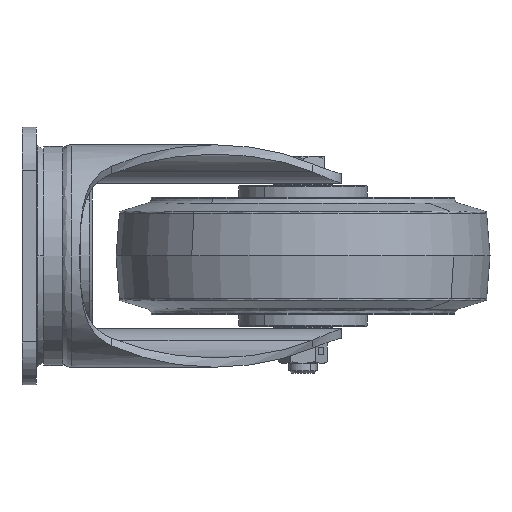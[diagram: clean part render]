
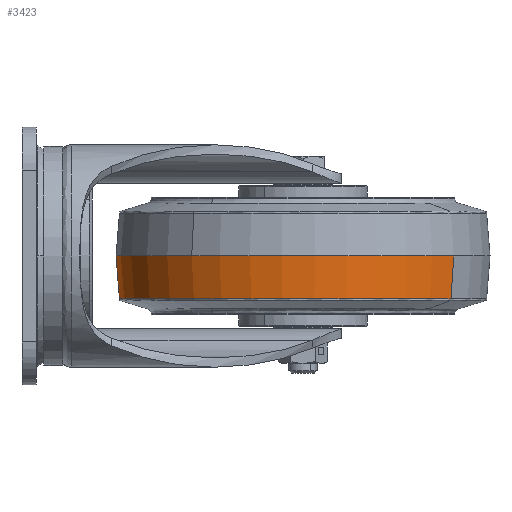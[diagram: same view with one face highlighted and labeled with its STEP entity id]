
A CAD part, left-side view. The second image highlights one B-rep face of the part: STEP entity #3423.
In plain terms, the highlighted conical face has half-angle 4.514 degrees and reference radius 80 mm.
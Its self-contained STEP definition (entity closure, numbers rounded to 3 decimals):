
#348 = VERTEX_POINT ( 'NONE', #27964 ) ;
#2370 = DIRECTION ( 'NONE',  ( 0.805, -0.594, 0. ) ) ;
#3423 = ADVANCED_FACE ( 'NONE', ( #26964 ), #11833, .T. ) ;
#5248 = DIRECTION ( 'NONE',  ( 0.047, 0.063, 0.997 ) ) ;
#5793 = CIRCLE ( 'NONE', #21448, 80. ) ;
#5965 = DIRECTION ( 'NONE',  ( -0.047, -0.063, 0.997 ) ) ;
#6112 = AXIS2_PLACEMENT_3D ( 'NONE', #39380, #43252, #35623 ) ;
#6782 = EDGE_CURVE ( 'NONE', #29811, #27805, #40485, .T. ) ;
#7896 = EDGE_CURVE ( 'NONE', #27805, #21261, #29977, .T. ) ;
#8216 = VECTOR ( 'NONE', #5248, 1000. ) ;
#8238 = DIRECTION ( 'NONE',  ( 0., 0., -1. ) ) ;
#8912 = EDGE_CURVE ( 'NONE', #44013, #29811, #15145, .T. ) ;
#9403 = VECTOR ( 'NONE', #5965, 1000. ) ;
#11833 = CONICAL_SURFACE ( 'NONE', #6112, 80., 0.079 ) ;
#12530 = DIRECTION ( 'NONE',  ( 0., 0., -1. ) ) ;
#12753 = ORIENTED_EDGE ( 'NONE', *, *, #7896, .F. ) ;
#13740 = AXIS2_PLACEMENT_3D ( 'NONE', #31367, #8238, #35276 ) ;
#14008 = ORIENTED_EDGE ( 'NONE', *, *, #6782, .F. ) ;
#14020 = DIRECTION ( 'NONE',  ( 0., 0., -1. ) ) ;
#15145 = CIRCLE ( 'NONE', #28762, 78.554 ) ;
#16643 = ORIENTED_EDGE ( 'NONE', *, *, #35736, .T. ) ;
#19632 = CARTESIAN_POINT ( 'NONE',  ( 100.651, -56.799, -18.315 ) ) ;
#20870 = ORIENTED_EDGE ( 'NONE', *, *, #23242, .T. ) ;
#21261 = VERTEX_POINT ( 'NONE', #33684 ) ;
#21448 = AXIS2_PLACEMENT_3D ( 'NONE', #48729, #25558, #2370 ) ;
#23242 = EDGE_CURVE ( 'NONE', #49176, #348, #31829, .T. ) ;
#24564 = CARTESIAN_POINT ( 'NONE',  ( 101.51, -55.635, 0. ) ) ;
#25277 = CARTESIAN_POINT ( 'NONE',  ( 6.49, -184.365, 0. ) ) ;
#25558 = DIRECTION ( 'NONE',  ( 0., 0., -1. ) ) ;
#26757 = CARTESIAN_POINT ( 'NONE',  ( 6.49, -184.365, 0. ) ) ;
#26964 = FACE_OUTER_BOUND ( 'NONE', #37070, .T. ) ;
#27805 = VERTEX_POINT ( 'NONE', #19632 ) ;
#27964 = CARTESIAN_POINT ( 'NONE',  ( -10.365, -72.49, 0. ) ) ;
#28762 = AXIS2_PLACEMENT_3D ( 'NONE', #37181, #14020, #41083 ) ;
#29310 = CARTESIAN_POINT ( 'NONE',  ( -9.201, -73.349, -18.315 ) ) ;
#29811 = VERTEX_POINT ( 'NONE', #29310 ) ;
#29977 = LINE ( 'NONE', #24564, #8216 ) ;
#31367 = CARTESIAN_POINT ( 'NONE',  ( 54., -120., -18.315 ) ) ;
#31829 = CIRCLE ( 'NONE', #38608, 80. ) ;
#32496 = EDGE_CURVE ( 'NONE', #44013, #49176, #40256, .T. ) ;
#32865 = ORIENTED_EDGE ( 'NONE', *, *, #32496, .T. ) ;
#33684 = CARTESIAN_POINT ( 'NONE',  ( 101.51, -55.635, 0. ) ) ;
#35276 = DIRECTION ( 'NONE',  ( -0.805, 0.594, 0. ) ) ;
#35623 = DIRECTION ( 'NONE',  ( -0.594, -0.805, 0. ) ) ;
#35675 = CARTESIAN_POINT ( 'NONE',  ( 54., -120., 0. ) ) ;
#35736 = EDGE_CURVE ( 'NONE', #348, #21261, #5793, .T. ) ;
#37070 = EDGE_LOOP ( 'NONE', ( #12753, #14008, #38655, #32865, #20870, #16643 ) ) ;
#37181 = CARTESIAN_POINT ( 'NONE',  ( 54., -120., -18.315 ) ) ;
#38608 = AXIS2_PLACEMENT_3D ( 'NONE', #35675, #12530, #39592 ) ;
#38655 = ORIENTED_EDGE ( 'NONE', *, *, #8912, .F. ) ;
#39269 = CARTESIAN_POINT ( 'NONE',  ( 7.349, -183.201, -18.315 ) ) ;
#39380 = CARTESIAN_POINT ( 'NONE',  ( 54., -120., 0. ) ) ;
#39592 = DIRECTION ( 'NONE',  ( 0.805, -0.594, 0. ) ) ;
#40256 = LINE ( 'NONE', #25277, #9403 ) ;
#40485 = CIRCLE ( 'NONE', #13740, 78.554 ) ;
#41083 = DIRECTION ( 'NONE',  ( -0.805, 0.594, 0. ) ) ;
#43252 = DIRECTION ( 'NONE',  ( 0., 0., 1. ) ) ;
#44013 = VERTEX_POINT ( 'NONE', #39269 ) ;
#48729 = CARTESIAN_POINT ( 'NONE',  ( 54., -120., 0. ) ) ;
#49176 = VERTEX_POINT ( 'NONE', #26757 ) ;
